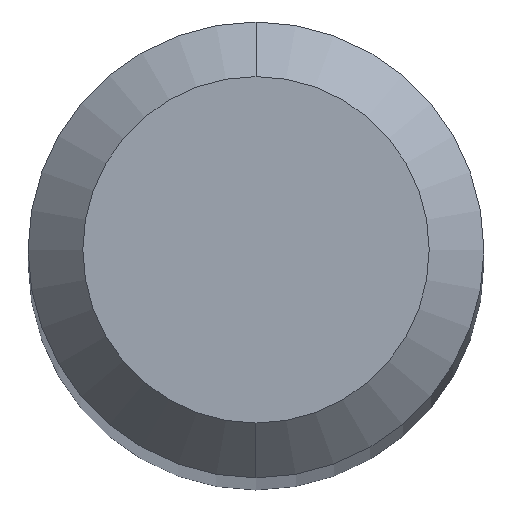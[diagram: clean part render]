
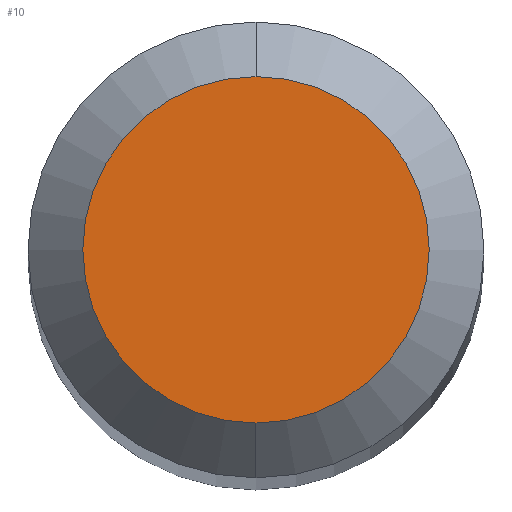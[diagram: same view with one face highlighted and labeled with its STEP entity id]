
A CAD part, top view. The second image highlights one B-rep face of the part: STEP entity #10.
In plain terms, the highlighted planar face has unit normal (0, 0, 1).
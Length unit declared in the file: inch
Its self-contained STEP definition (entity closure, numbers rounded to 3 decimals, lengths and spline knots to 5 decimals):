
#10 = ADVANCED_FACE ( 'NONE', ( #391 ), #514, .F. ) ;
#33 = DIRECTION ( 'NONE',  ( 0., 0., 1. ) ) ;
#58 = EDGE_CURVE ( 'NONE', #159, #436, #410, .T. ) ;
#70 = CARTESIAN_POINT ( 'NONE',  ( 0., 0.0475, 0. ) ) ;
#83 = DIRECTION ( 'NONE',  ( 0., -1., 0. ) ) ;
#98 = CARTESIAN_POINT ( 'NONE',  ( 0., 0., 0. ) ) ;
#102 = ORIENTED_EDGE ( 'NONE', *, *, #227, .T. ) ;
#159 = VERTEX_POINT ( 'NONE', #290 ) ;
#161 = AXIS2_PLACEMENT_3D ( 'NONE', #70, #308, #430 ) ;
#175 = AXIS2_PLACEMENT_3D ( 'NONE', #98, #256, #293 ) ;
#184 = CIRCLE ( 'NONE', #175, 0.0475 ) ;
#198 = ORIENTED_EDGE ( 'NONE', *, *, #58, .T. ) ;
#227 = EDGE_CURVE ( 'NONE', #436, #159, #184, .T. ) ;
#256 = DIRECTION ( 'NONE',  ( 0., 0., 1. ) ) ;
#290 = CARTESIAN_POINT ( 'NONE',  ( 0., -0.0475, 0. ) ) ;
#293 = DIRECTION ( 'NONE',  ( 0., -1., 0. ) ) ;
#308 = DIRECTION ( 'NONE',  ( 0., 0., -1. ) ) ;
#312 = CARTESIAN_POINT ( 'NONE',  ( 0., 0.0475, 0. ) ) ;
#334 = EDGE_LOOP ( 'NONE', ( #102, #198 ) ) ;
#339 = AXIS2_PLACEMENT_3D ( 'NONE', #439, #33, #83 ) ;
#391 = FACE_OUTER_BOUND ( 'NONE', #334, .T. ) ;
#410 = CIRCLE ( 'NONE', #339, 0.0475 ) ;
#430 = DIRECTION ( 'NONE',  ( 0., 1., 0. ) ) ;
#436 = VERTEX_POINT ( 'NONE', #312 ) ;
#439 = CARTESIAN_POINT ( 'NONE',  ( 0., 0., 0. ) ) ;
#514 = PLANE ( 'NONE',  #161 ) ;
